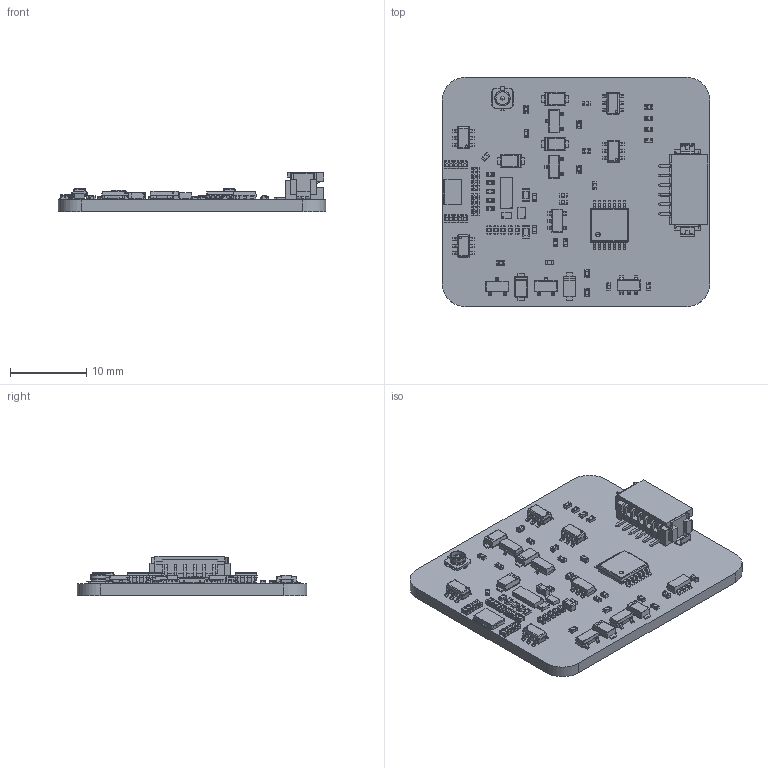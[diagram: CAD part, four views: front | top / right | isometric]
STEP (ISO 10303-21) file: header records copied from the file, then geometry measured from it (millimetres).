
FILE_DESCRIPTION(('Open CASCADE Model'),'2;1');
FILE_NAME('Open CASCADE Shape Model','2021-10-11T20:38:10',('Author'),( 'Open CASCADE'),'Open CASCADE STEP processor 6.8','Open CASCADE 6.8' ,'Unknown');
FILE_SCHEMA(('AUTOMOTIVE_DESIGN { 1 0 10303 214 1 1 1 1 }'));
Length unit declared in the file: millimetre
Products named in the file (108): PCB; Board; Open CASCADE STEP translator 6.8 1.1.1; J2; ipex_pcb; Fusion; U9; User_Library-WCSP6-YFF; U8; MICROPAK6_1X1P45_ONS; U7; CircuitWorks-SOT-23-5; U6; TSSOP14-1; U2; TPD2S017DBVR; U4; U1; R26; RESC-0402; Open CASCADE STEP translator 6.8 1.10.1.1; Open CASCADE STEP translator 6.8 1.10.1.2; R25; R24; R23; R22; R21; R20; R19; R18; R17; R14; R13; R12; R11; R10; R7; R6; R5; R4 ...
Assembly tree (172 placements, depth 4):
  PCB
    Board
      Open CASCADE STEP translator 6.8 1.1.1
    J2
      ipex_pcb
        Fusion
    U9
      User_Library-WCSP6-YFF
    U8
      MICROPAK6_1X1P45_ONS
    U7
      CircuitWorks-SOT-23-5
    U6
      TSSOP14-1
    U2
      TPD2S017DBVR
    U4
      CircuitWorks-SOT-23-5
    U1
      TPD2S017DBVR
    R26
      RESC-0402
        Open CASCADE STEP translator 6.8 1.10.1.1
        Open CASCADE STEP translator 6.8 1.10.1.2
    R25
      RESC-0402
        Open CASCADE STEP translator 6.8 1.10.1.1
        Open CASCADE STEP translator 6.8 1.10.1.2
    R24
      RESC-0402
        Open CASCADE STEP translator 6.8 1.10.1.1
        Open CASCADE STEP translator 6.8 1.10.1.2
    R23
      RESC-0402
        Open CASCADE STEP translator 6.8 1.10.1.1
        Open CASCADE STEP translator 6.8 1.10.1.2
    R22
      RESC-0402
        Open CASCADE STEP translator 6.8 1.10.1.1
        Open CASCADE STEP translator 6.8 1.10.1.2
    R21
      RESC-0402
        Open CASCADE STEP translator 6.8 1.10.1.1
        Open CASCADE STEP translator 6.8 1.10.1.2
    R20
      RESC-0402
        Open CASCADE STEP translator 6.8 1.10.1.1
        Open CASCADE STEP translator 6.8 1.10.1.2
    R19
      RESC-0402
        Open CASCADE STEP translator 6.8 1.10.1.1
        Open CASCADE STEP translator 6.8 1.10.1.2
    R18
      RESC-0402
        Open CASCADE STEP translator 6.8 1.10.1.1
        Open CASCADE STEP translator 6.8 1.10.1.2
    R17
      RESC-0402
        Open CASCADE STEP translator 6.8 1.10.1.1
        Open CASCADE STEP translator 6.8 1.10.1.2
Bounding box: 35 x 30 x 5.13 mm (x, y, z)
Volume: 1822 mm3; surface area: 3300.9 mm2
Topology: 177 solids, 177 shells, 4841 faces, 12455 edges, 8093 vertices
Faces by surface type: plane 2665, cylinder 1706, sphere 399, bspline 36, torus 20, cone 15
Full cylindrical faces by diameter (mm): 0.05 x1, 0.5 x1, 1.7 x1, 1.855 x1, 2 x2
Entity records: 49859 total; most frequent: CARTESIAN_POINT 8987, DIRECTION 7377, ORIENTED_EDGE 7040, EDGE_CURVE 3520, LINE 2591, VECTOR 2591, AXIS2_PLACEMENT_3D 2393, VERTEX_POINT 2217
